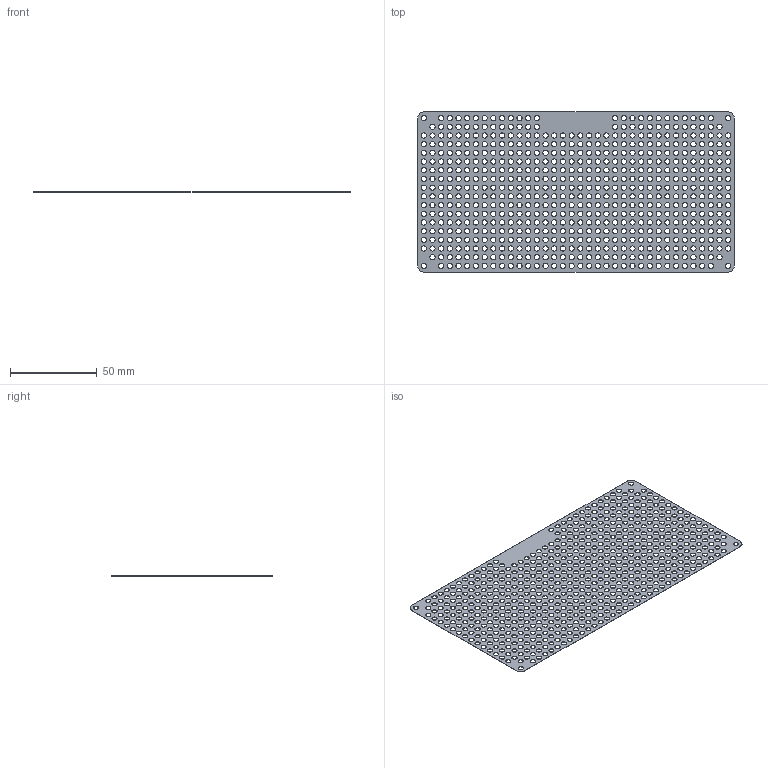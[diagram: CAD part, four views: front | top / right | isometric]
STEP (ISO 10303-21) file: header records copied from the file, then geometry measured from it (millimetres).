
FILE_DESCRIPTION(('Open CASCADE Model'),'2;1');
FILE_NAME('Open CASCADE Shape Model','2025-08-11T10:27:03',('Author'),( 'Open CASCADE'),'Open CASCADE STEP processor 7.5','Open CASCADE 7.5' ,'Unknown');
FILE_SCHEMA(('AUTOMOTIVE_DESIGN { 1 0 10303 214 1 1 1 1 }'));
Length unit declared in the file: millimetre
Products named in the file (3): PCB; Board; Open CASCADE STEP translator 7.5 1.1.1
Assembly tree (2 placements, depth 3):
  PCB
    Board
      Open CASCADE STEP translator 7.5 1.1.1
Bounding box: 182 x 92 x 0.2 mm (x, y, z)
Volume: 2427.6 mm3; surface area: 25910.7 mm2
Topology: 1 solids, 1 shells, 634 faces, 1896 edges, 1264 vertices
Faces by surface type: cylinder 628, plane 6
Full cylindrical faces by diameter (mm): 3 x624
Entity records: 24689 total; most frequent: DIRECTION 4426, CARTESIAN_POINT 3797, ORIENTED_EDGE 3792, EDGE_CURVE 1896, AXIS2_PLACEMENT_3D 1893, FACE_BOUND 1882, EDGE_LOOP 1882, VERTEX_POINT 1264
